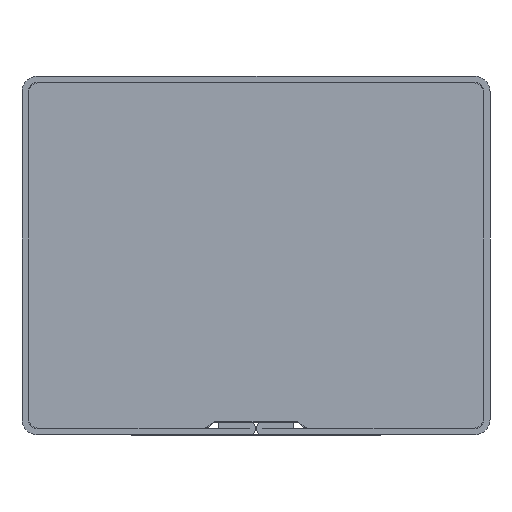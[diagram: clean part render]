
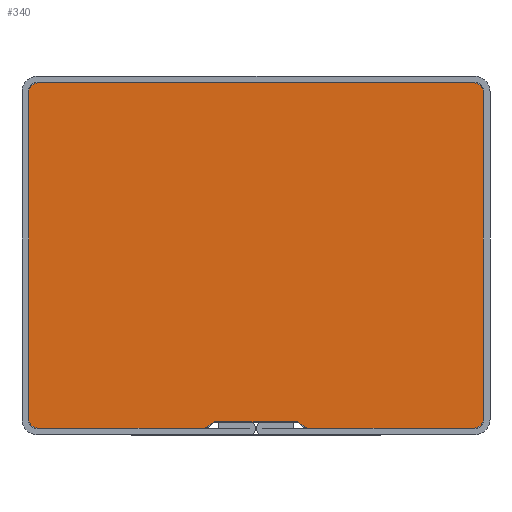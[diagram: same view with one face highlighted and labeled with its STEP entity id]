
A CAD part, front view. The second image highlights one B-rep face of the part: STEP entity #340.
In plain terms, the highlighted planar face has unit normal (0, -1, 0).
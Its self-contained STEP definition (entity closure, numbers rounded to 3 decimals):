
#340 = ADVANCED_FACE( '', ( #638 ), #639, .F. );
#638 = FACE_OUTER_BOUND( '', #918, .T. );
#639 = PLANE( '', #919 );
#918 = EDGE_LOOP( '', ( #1658, #1659, #1660, #1661, #1662, #1663, #1664, #1665, #1666, #1667, #1668, #1669, #1670, #1671, #1672, #1673 ) );
#919 = AXIS2_PLACEMENT_3D( '', #1674, #1675, #1676 );
#1658 = ORIENTED_EDGE( '', *, *, #1812, .F. );
#1659 = ORIENTED_EDGE( '', *, *, #1888, .F. );
#1660 = ORIENTED_EDGE( '', *, *, #2066, .F. );
#1661 = ORIENTED_EDGE( '', *, *, #1928, .F. );
#1662 = ORIENTED_EDGE( '', *, *, #1971, .F. );
#1663 = ORIENTED_EDGE( '', *, *, #2100, .F. );
#1664 = ORIENTED_EDGE( '', *, *, #2101, .F. );
#1665 = ORIENTED_EDGE( '', *, *, #1982, .F. );
#1666 = ORIENTED_EDGE( '', *, *, #1802, .F. );
#1667 = ORIENTED_EDGE( '', *, *, #2039, .F. );
#1668 = ORIENTED_EDGE( '', *, *, #2076, .F. );
#1669 = ORIENTED_EDGE( '', *, *, #1910, .F. );
#1670 = ORIENTED_EDGE( '', *, *, #1914, .F. );
#1671 = ORIENTED_EDGE( '', *, *, #1851, .F. );
#1672 = ORIENTED_EDGE( '', *, *, #2102, .F. );
#1673 = ORIENTED_EDGE( '', *, *, #2060, .F. );
#1674 = CARTESIAN_POINT( '', ( -7., -7.5, 5.25 ) );
#1675 = DIRECTION( '', ( 0., 1., 0. ) );
#1676 = DIRECTION( '', ( 0., 0., 1. ) );
#1802 = EDGE_CURVE( '', #2135, #2137, #2138, .T. );
#1812 = EDGE_CURVE( '', #2153, #2155, #2156, .T. );
#1851 = EDGE_CURVE( '', #2222, #2224, #2225, .T. );
#1888 = EDGE_CURVE( '', #2284, #2153, #2286, .T. );
#1910 = EDGE_CURVE( '', #2321, #2323, #2324, .T. );
#1914 = EDGE_CURVE( '', #2224, #2321, #2328, .T. );
#1928 = EDGE_CURVE( '', #2351, #2353, #2354, .T. );
#1971 = EDGE_CURVE( '', #2413, #2351, #2415, .T. );
#1982 = EDGE_CURVE( '', #2137, #2431, #2432, .T. );
#2039 = EDGE_CURVE( '', #2512, #2135, #2514, .T. );
#2060 = EDGE_CURVE( '', #2155, #2540, #2541, .T. );
#2066 = EDGE_CURVE( '', #2353, #2284, #2547, .T. );
#2076 = EDGE_CURVE( '', #2323, #2512, #2558, .T. );
#2100 = EDGE_CURVE( '', #2586, #2413, #2587, .T. );
#2101 = EDGE_CURVE( '', #2431, #2586, #2588, .T. );
#2102 = EDGE_CURVE( '', #2540, #2222, #2589, .T. );
#2135 = VERTEX_POINT( '', #2627 );
#2137 = VERTEX_POINT( '', #2630 );
#2138 = CIRCLE( '', #2631, 0.22 );
#2153 = VERTEX_POINT( '', #2649 );
#2155 = VERTEX_POINT( '', #2652 );
#2156 = CIRCLE( '', #2653, 0.28 );
#2222 = VERTEX_POINT( '', #2744 );
#2224 = VERTEX_POINT( '', #2747 );
#2225 = LINE( '', #2748, #2749 );
#2284 = VERTEX_POINT( '', #2829 );
#2286 = LINE( '', #2832, #2833 );
#2321 = VERTEX_POINT( '', #2877 );
#2323 = VERTEX_POINT( '', #2880 );
#2324 = LINE( '', #2881, #2882 );
#2328 = CIRCLE( '', #2887, 0.28 );
#2351 = VERTEX_POINT( '', #2915 );
#2353 = VERTEX_POINT( '', #2918 );
#2354 = LINE( '', #2919, #2920 );
#2413 = VERTEX_POINT( '', #2998 );
#2415 = CIRCLE( '', #3001, 0.18 );
#2431 = VERTEX_POINT( '', #3022 );
#2432 = LINE( '', #3023, #3024 );
#2512 = VERTEX_POINT( '', #3137 );
#2514 = LINE( '', #3140, #3141 );
#2540 = VERTEX_POINT( '', #3179 );
#2541 = LINE( '', #3180, #3181 );
#2547 = CIRCLE( '', #3189, 0.28 );
#2558 = CIRCLE( '', #3202, 0.18 );
#2586 = VERTEX_POINT( '', #3241 );
#2587 = LINE( '', #3242, #3243 );
#2588 = CIRCLE( '', #3244, 0.22 );
#2589 = CIRCLE( '', #3245, 0.28 );
#2627 = CARTESIAN_POINT( '', ( 1.4, -7.5, -5.37 ) );
#2630 = CARTESIAN_POINT( '', ( 1.26, -7.5, -5.32 ) );
#2631 = AXIS2_PLACEMENT_3D( '', #3278, #3279, #3280 );
#2649 = CARTESIAN_POINT( '', ( -7.28, -7.5, 5.25 ) );
#2652 = CARTESIAN_POINT( '', ( -7., -7.5, 5.53 ) );
#2653 = AXIS2_PLACEMENT_3D( '', #3294, #3295, #3296 );
#2744 = CARTESIAN_POINT( '', ( 7.28, -7.5, 5.25 ) );
#2747 = CARTESIAN_POINT( '', ( 7.28, -7.5, -5.25 ) );
#2748 = CARTESIAN_POINT( '', ( 7.28, -7.5, 5.25 ) );
#2749 = VECTOR( '', #3335, 1000. );
#2829 = CARTESIAN_POINT( '', ( -7.28, -7.5, -5.25 ) );
#2832 = CARTESIAN_POINT( '', ( -7.28, -7.5, -5.25 ) );
#2833 = VECTOR( '', #3376, 1000. );
#2877 = CARTESIAN_POINT( '', ( 7., -7.5, -5.53 ) );
#2880 = CARTESIAN_POINT( '', ( 1.658, -7.5, -5.53 ) );
#2881 = CARTESIAN_POINT( '', ( 7., -7.5, -5.53 ) );
#2882 = VECTOR( '', #3405, 1000. );
#2887 = AXIS2_PLACEMENT_3D( '', #3410, #3411, #3412 );
#2915 = CARTESIAN_POINT( '', ( -1.658, -7.5, -5.53 ) );
#2918 = CARTESIAN_POINT( '', ( -7., -7.5, -5.53 ) );
#2919 = CARTESIAN_POINT( '', ( -1.658, -7.5, -5.53 ) );
#2920 = VECTOR( '', #3431, 1000. );
#2998 = CARTESIAN_POINT( '', ( -1.545, -7.5, -5.49 ) );
#3001 = AXIS2_PLACEMENT_3D( '', #3485, #3486, #3487 );
#3022 = CARTESIAN_POINT( '', ( -1.258, -7.5, -5.32 ) );
#3023 = CARTESIAN_POINT( '', ( 1.26, -7.5, -5.32 ) );
#3024 = VECTOR( '', #3499, 1000. );
#3137 = CARTESIAN_POINT( '', ( 1.544, -7.5, -5.489 ) );
#3140 = CARTESIAN_POINT( '', ( 1.544, -7.5, -5.489 ) );
#3141 = VECTOR( '', #3570, 1000. );
#3179 = CARTESIAN_POINT( '', ( 7., -7.5, 5.53 ) );
#3180 = CARTESIAN_POINT( '', ( -7., -7.5, 5.53 ) );
#3181 = VECTOR( '', #3592, 1000. );
#3189 = AXIS2_PLACEMENT_3D( '', #3598, #3599, #3600 );
#3202 = AXIS2_PLACEMENT_3D( '', #3609, #3610, #3611 );
#3241 = CARTESIAN_POINT( '', ( -1.397, -7.5, -5.369 ) );
#3242 = CARTESIAN_POINT( '', ( -1.397, -7.5, -5.369 ) );
#3243 = VECTOR( '', #3629, 1000. );
#3244 = AXIS2_PLACEMENT_3D( '', #3630, #3631, #3632 );
#3245 = AXIS2_PLACEMENT_3D( '', #3633, #3634, #3635 );
#3278 = CARTESIAN_POINT( '', ( 1.26, -7.5, -5.54 ) );
#3279 = DIRECTION( '', ( 0., -1., 0. ) );
#3280 = DIRECTION( '', ( 1., 0., 0. ) );
#3294 = CARTESIAN_POINT( '', ( -7., -7.5, 5.25 ) );
#3295 = DIRECTION( '', ( 0., 1., 0. ) );
#3296 = DIRECTION( '', ( 1., 0., 0. ) );
#3335 = DIRECTION( '', ( 0., 0., -1. ) );
#3376 = DIRECTION( '', ( 0., 0., 1. ) );
#3405 = DIRECTION( '', ( -1., 0., 0. ) );
#3410 = CARTESIAN_POINT( '', ( 7., -7.5, -5.25 ) );
#3411 = DIRECTION( '', ( 0., 1., 0. ) );
#3412 = DIRECTION( '', ( 1., 0., 0. ) );
#3431 = DIRECTION( '', ( -1., 0., 0. ) );
#3485 = CARTESIAN_POINT( '', ( -1.658, -7.5, -5.35 ) );
#3486 = DIRECTION( '', ( 0., 1., 0. ) );
#3487 = DIRECTION( '', ( 1., 0., 0. ) );
#3499 = DIRECTION( '', ( -1., 0., 0. ) );
#3570 = DIRECTION( '', ( -0.771, 0., 0.636 ) );
#3592 = DIRECTION( '', ( 1., 0., 0. ) );
#3598 = CARTESIAN_POINT( '', ( -7., -7.5, -5.25 ) );
#3599 = DIRECTION( '', ( 0., 1., 0. ) );
#3600 = DIRECTION( '', ( 1., 0., 0. ) );
#3609 = CARTESIAN_POINT( '', ( 1.658, -7.5, -5.35 ) );
#3610 = DIRECTION( '', ( 0., 1., 0. ) );
#3611 = DIRECTION( '', ( 1., 0., 0. ) );
#3629 = DIRECTION( '', ( -0.775, 0., -0.632 ) );
#3630 = CARTESIAN_POINT( '', ( -1.258, -7.5, -5.54 ) );
#3631 = DIRECTION( '', ( 0., -1., 0. ) );
#3632 = DIRECTION( '', ( 1., 0., 0. ) );
#3633 = CARTESIAN_POINT( '', ( 7., -7.5, 5.25 ) );
#3634 = DIRECTION( '', ( 0., 1., 0. ) );
#3635 = DIRECTION( '', ( -1., 0., 0. ) );
